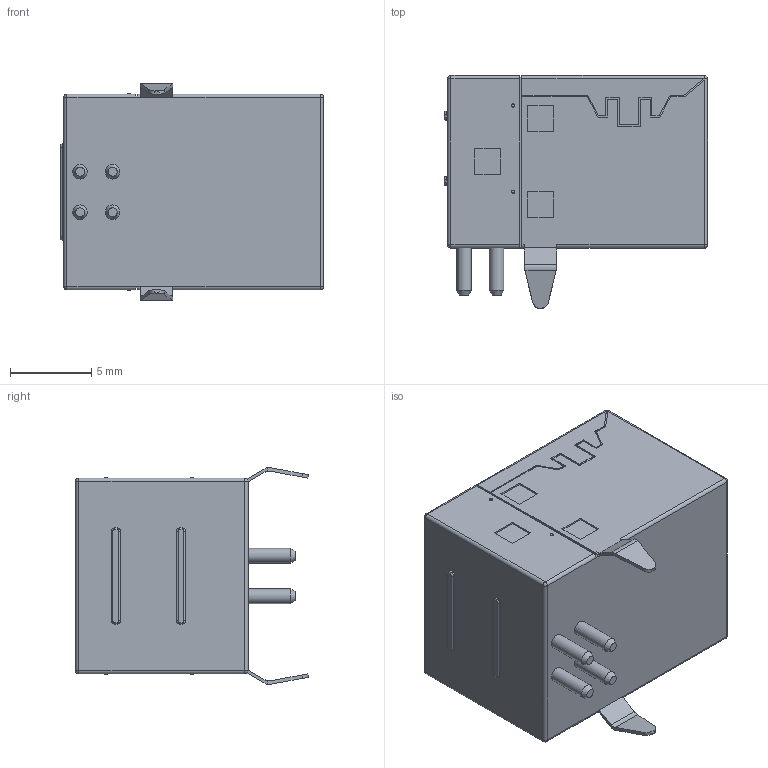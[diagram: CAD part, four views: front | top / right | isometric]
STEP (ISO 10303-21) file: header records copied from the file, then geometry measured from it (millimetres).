
FILE_DESCRIPTION (( 'STEP AP214' ), '1' );
FILE_NAME ('USB TYPEB.STEP', '2022-03-03T23:34:02', ( 'USER' ), ( ' ' ), 'SwSTEP 2.0', 'SolidWorks 2010', '' );
FILE_SCHEMA (( 'AUTOMOTIVE_DESIGN' ));
Length unit declared in the file: millimetre
Products named in the file (1): USB TYPEB
Bounding box: 16.2 x 14.34 x 13.35 mm (x, y, z)
Volume: 1460.8 mm3; surface area: 1627.2 mm2
Topology: 2 solids, 2 shells, 487 faces, 1276 edges, 820 vertices
Faces by surface type: plane 384, cylinder 71, sphere 10, cone 8, torus 8, bspline 6
Full cylindrical faces by diameter (mm): 0.9 x4
Entity records: 16240 total; most frequent: CARTESIAN_POINT 3102, ORIENTED_EDGE 2500, DIRECTION 2314, EDGE_CURVE 1250, LINE 1078, VECTOR 1078, VERTEX_POINT 818, AXIS2_PLACEMENT_3D 618
